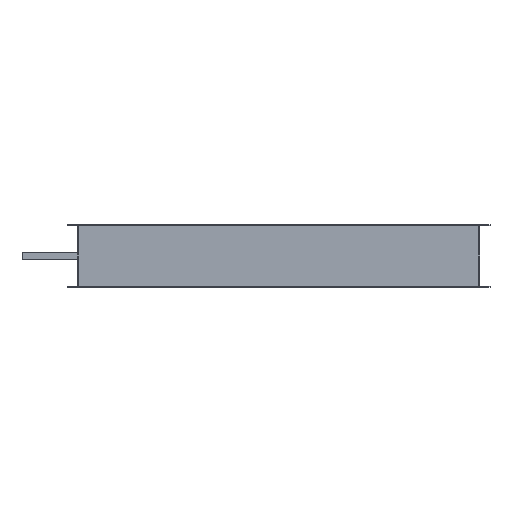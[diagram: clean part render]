
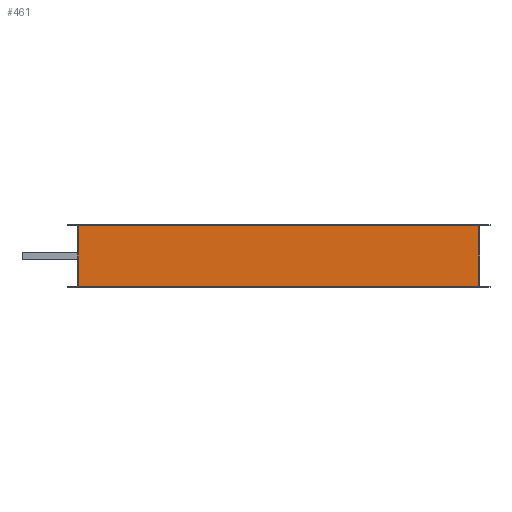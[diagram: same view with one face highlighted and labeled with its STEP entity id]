
A CAD part, front view. The second image highlights one B-rep face of the part: STEP entity #461.
In plain terms, the highlighted planar face has unit normal (0, -1, 0).
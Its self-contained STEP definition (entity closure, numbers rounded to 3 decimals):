
#27 = CARTESIAN_POINT ( 'NONE',  ( -400., -250., 60. ) ) ;
#162 = CARTESIAN_POINT ( 'NONE',  ( -400., -250., 60. ) ) ;
#386 = ORIENTED_EDGE ( 'NONE', *, *, #2448, .T. ) ;
#461 = ADVANCED_FACE ( 'NONE', ( #2856 ), #2718, .F. ) ;
#498 = VERTEX_POINT ( 'NONE', #1537 ) ;
#603 = DIRECTION ( 'NONE',  ( 0., 1., 0. ) ) ;
#755 = EDGE_LOOP ( 'NONE', ( #386, #4798, #1987, #1646 ) ) ;
#766 = AXIS2_PLACEMENT_3D ( 'NONE', #162, #603, #1825 ) ;
#1113 = LINE ( 'NONE', #27, #2817 ) ;
#1150 = EDGE_CURVE ( 'NONE', #2988, #498, #3251, .T. ) ;
#1537 = CARTESIAN_POINT ( 'NONE',  ( 400., -250., 60. ) ) ;
#1646 = ORIENTED_EDGE ( 'NONE', *, *, #2604, .T. ) ;
#1668 = CARTESIAN_POINT ( 'NONE',  ( -400., -250., 60. ) ) ;
#1825 = DIRECTION ( 'NONE',  ( 0., 0., 1. ) ) ;
#1987 = ORIENTED_EDGE ( 'NONE', *, *, #1150, .F. ) ;
#2445 = DIRECTION ( 'NONE',  ( 0., 0., -1. ) ) ;
#2448 = EDGE_CURVE ( 'NONE', #3510, #4921, #3312, .T. ) ;
#2529 = CARTESIAN_POINT ( 'NONE',  ( -400., -250., -60. ) ) ;
#2604 = EDGE_CURVE ( 'NONE', #2988, #3510, #1113, .T. ) ;
#2718 = PLANE ( 'NONE',  #766 ) ;
#2817 = VECTOR ( 'NONE', #5223, 1000. ) ;
#2856 = FACE_OUTER_BOUND ( 'NONE', #755, .T. ) ;
#2988 = VERTEX_POINT ( 'NONE', #1668 ) ;
#3102 = VECTOR ( 'NONE', #2445, 1000. ) ;
#3251 = LINE ( 'NONE', #5463, #4124 ) ;
#3312 = LINE ( 'NONE', #4305, #4463 ) ;
#3510 = VERTEX_POINT ( 'NONE', #2529 ) ;
#4073 = EDGE_CURVE ( 'NONE', #498, #4921, #4527, .T. ) ;
#4124 = VECTOR ( 'NONE', #4196, 1000. ) ;
#4161 = CARTESIAN_POINT ( 'NONE',  ( 400., -250., -60. ) ) ;
#4196 = DIRECTION ( 'NONE',  ( 1., 0., 0. ) ) ;
#4305 = CARTESIAN_POINT ( 'NONE',  ( -400., -250., -60. ) ) ;
#4463 = VECTOR ( 'NONE', #4708, 1000. ) ;
#4527 = LINE ( 'NONE', #5081, #3102 ) ;
#4708 = DIRECTION ( 'NONE',  ( 1., 0., 0. ) ) ;
#4798 = ORIENTED_EDGE ( 'NONE', *, *, #4073, .F. ) ;
#4921 = VERTEX_POINT ( 'NONE', #4161 ) ;
#5081 = CARTESIAN_POINT ( 'NONE',  ( 400., -250., 60. ) ) ;
#5223 = DIRECTION ( 'NONE',  ( 0., 0., -1. ) ) ;
#5463 = CARTESIAN_POINT ( 'NONE',  ( -400., -250., 60. ) ) ;
